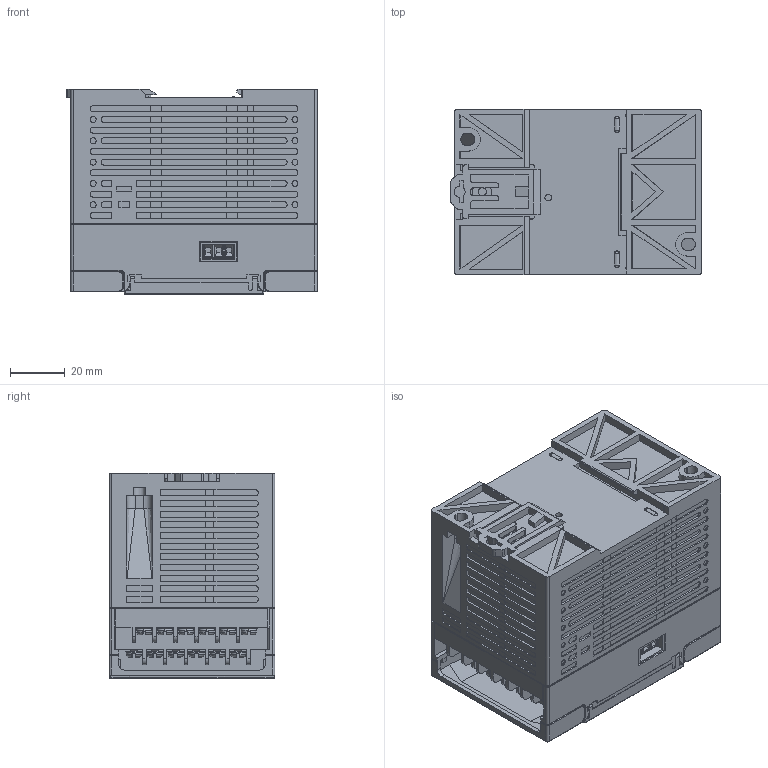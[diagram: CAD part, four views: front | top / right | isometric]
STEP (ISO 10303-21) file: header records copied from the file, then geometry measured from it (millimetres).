
FILE_DESCRIPTION((''),'2;1');
FILE_NAME('M100-14_ASM','2024-02-20T14:16:27',('YUE.WEI'),(''),'CREO PARAMETRIC BY PTC INC, 2018400','CREO PARAMETRIC BY PTC INC, 2018400','');
FILE_SCHEMA(('AUTOMOTIVE_DESIGN { 1 0 10303 214 1 1 1 1 }'));
Products named in the file (1): M100-14_ASM
Bounding box: 91.51 x 60.5 x 75.15 mm (x, y, z)
Volume: 349697.6 mm3; surface area: 77008 mm2
Topology: 2 solids, 137 shells, 6232 faces, 17108 edges, 11110 vertices
Faces by surface type: plane 4921, cylinder 941, torus 123, extrusion 106, cone 79, bspline 49, sphere 13
Entity records: 239962 total; most frequent: CARTESIAN_POINT 39655, ORIENTED_EDGE 34198, DIRECTION 30965, EDGE_CURVE 17101, VECTOR 14113, LINE 14007, VERTEX_POINT 11110, AXIS2_PLACEMENT_3D 8426
